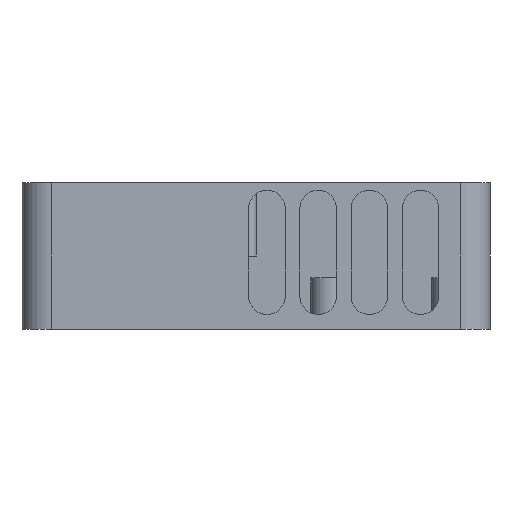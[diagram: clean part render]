
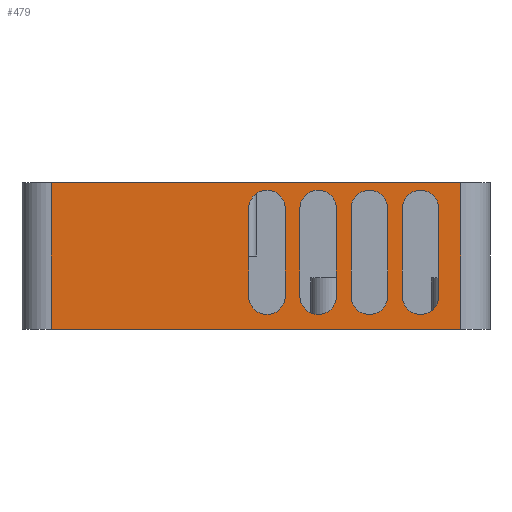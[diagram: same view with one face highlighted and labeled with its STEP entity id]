
A CAD part, left-side view. The second image highlights one B-rep face of the part: STEP entity #479.
In plain terms, the highlighted planar face has unit normal (-1, 0, 0).
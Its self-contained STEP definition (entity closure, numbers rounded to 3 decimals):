
#32 = VERTEX_POINT('',#33);
#33 = CARTESIAN_POINT('',(0.,60.,20.));
#40 = EDGE_CURVE('',#41,#32,#43,.T.);
#41 = VERTEX_POINT('',#42);
#42 = CARTESIAN_POINT('',(0.,4.,20.));
#43 = LINE('',#44,#45);
#44 = CARTESIAN_POINT('',(0.,0.,20.));
#45 = VECTOR('',#46,1.);
#46 = DIRECTION('',(0.,1.,0.));
#412 = VERTEX_POINT('',#413);
#413 = CARTESIAN_POINT('',(0.,60.,0.));
#422 = EDGE_CURVE('',#412,#32,#423,.T.);
#423 = LINE('',#424,#425);
#424 = CARTESIAN_POINT('',(0.,60.,0.));
#425 = VECTOR('',#426,1.);
#426 = DIRECTION('',(0.,0.,1.));
#479 = ADVANCED_FACE('',(#480,#498,#534,#570,#606),#642,.T.);
#480 = FACE_BOUND('',#481,.T.);
#481 = EDGE_LOOP('',(#482,#490,#496,#497));
#482 = ORIENTED_EDGE('',*,*,#483,.F.);
#483 = EDGE_CURVE('',#484,#412,#486,.T.);
#484 = VERTEX_POINT('',#485);
#485 = CARTESIAN_POINT('',(0.,4.,0.));
#486 = LINE('',#487,#488);
#487 = CARTESIAN_POINT('',(0.,0.,0.));
#488 = VECTOR('',#489,1.);
#489 = DIRECTION('',(0.,1.,0.));
#490 = ORIENTED_EDGE('',*,*,#491,.T.);
#491 = EDGE_CURVE('',#484,#41,#492,.T.);
#492 = LINE('',#493,#494);
#493 = CARTESIAN_POINT('',(0.,4.,0.));
#494 = VECTOR('',#495,1.);
#495 = DIRECTION('',(0.,0.,1.));
#496 = ORIENTED_EDGE('',*,*,#40,.T.);
#497 = ORIENTED_EDGE('',*,*,#422,.F.);
#498 = FACE_BOUND('',#499,.T.);
#499 = EDGE_LOOP('',(#500,#511,#519,#528));
#500 = ORIENTED_EDGE('',*,*,#501,.F.);
#501 = EDGE_CURVE('',#502,#504,#506,.T.);
#502 = VERTEX_POINT('',#503);
#503 = CARTESIAN_POINT('',(0.,12.,4.5));
#504 = VERTEX_POINT('',#505);
#505 = CARTESIAN_POINT('',(0.,7.,4.5));
#506 = CIRCLE('',#507,2.5);
#507 = AXIS2_PLACEMENT_3D('',#508,#509,#510);
#508 = CARTESIAN_POINT('',(0.,9.5,4.5));
#509 = DIRECTION('',(-1.,0.,0.));
#510 = DIRECTION('',(0.,-1.,0.));
#511 = ORIENTED_EDGE('',*,*,#512,.T.);
#512 = EDGE_CURVE('',#502,#513,#515,.T.);
#513 = VERTEX_POINT('',#514);
#514 = CARTESIAN_POINT('',(0.,12.,16.5));
#515 = LINE('',#516,#517);
#516 = CARTESIAN_POINT('',(0.,12.,4.5));
#517 = VECTOR('',#518,1.);
#518 = DIRECTION('',(0.,0.,1.));
#519 = ORIENTED_EDGE('',*,*,#520,.F.);
#520 = EDGE_CURVE('',#521,#513,#523,.T.);
#521 = VERTEX_POINT('',#522);
#522 = CARTESIAN_POINT('',(0.,7.,16.5));
#523 = CIRCLE('',#524,2.5);
#524 = AXIS2_PLACEMENT_3D('',#525,#526,#527);
#525 = CARTESIAN_POINT('',(0.,9.5,16.5));
#526 = DIRECTION('',(-1.,0.,0.));
#527 = DIRECTION('',(0.,-1.,0.));
#528 = ORIENTED_EDGE('',*,*,#529,.F.);
#529 = EDGE_CURVE('',#504,#521,#530,.T.);
#530 = LINE('',#531,#532);
#531 = CARTESIAN_POINT('',(0.,7.,4.5));
#532 = VECTOR('',#533,1.);
#533 = DIRECTION('',(0.,0.,1.));
#534 = FACE_BOUND('',#535,.T.);
#535 = EDGE_LOOP('',(#536,#547,#555,#564));
#536 = ORIENTED_EDGE('',*,*,#537,.F.);
#537 = EDGE_CURVE('',#538,#540,#542,.T.);
#538 = VERTEX_POINT('',#539);
#539 = CARTESIAN_POINT('',(0.,19.,4.5));
#540 = VERTEX_POINT('',#541);
#541 = CARTESIAN_POINT('',(0.,14.,4.5));
#542 = CIRCLE('',#543,2.5);
#543 = AXIS2_PLACEMENT_3D('',#544,#545,#546);
#544 = CARTESIAN_POINT('',(0.,16.5,4.5));
#545 = DIRECTION('',(-1.,0.,0.));
#546 = DIRECTION('',(0.,-1.,0.));
#547 = ORIENTED_EDGE('',*,*,#548,.T.);
#548 = EDGE_CURVE('',#538,#549,#551,.T.);
#549 = VERTEX_POINT('',#550);
#550 = CARTESIAN_POINT('',(0.,19.,16.5));
#551 = LINE('',#552,#553);
#552 = CARTESIAN_POINT('',(0.,19.,4.5));
#553 = VECTOR('',#554,1.);
#554 = DIRECTION('',(0.,0.,1.));
#555 = ORIENTED_EDGE('',*,*,#556,.F.);
#556 = EDGE_CURVE('',#557,#549,#559,.T.);
#557 = VERTEX_POINT('',#558);
#558 = CARTESIAN_POINT('',(0.,14.,16.5));
#559 = CIRCLE('',#560,2.5);
#560 = AXIS2_PLACEMENT_3D('',#561,#562,#563);
#561 = CARTESIAN_POINT('',(0.,16.5,16.5));
#562 = DIRECTION('',(-1.,0.,0.));
#563 = DIRECTION('',(0.,-1.,0.));
#564 = ORIENTED_EDGE('',*,*,#565,.F.);
#565 = EDGE_CURVE('',#540,#557,#566,.T.);
#566 = LINE('',#567,#568);
#567 = CARTESIAN_POINT('',(0.,14.,4.5));
#568 = VECTOR('',#569,1.);
#569 = DIRECTION('',(0.,0.,1.));
#570 = FACE_BOUND('',#571,.T.);
#571 = EDGE_LOOP('',(#572,#583,#591,#600));
#572 = ORIENTED_EDGE('',*,*,#573,.F.);
#573 = EDGE_CURVE('',#574,#576,#578,.T.);
#574 = VERTEX_POINT('',#575);
#575 = CARTESIAN_POINT('',(0.,26.,4.5));
#576 = VERTEX_POINT('',#577);
#577 = CARTESIAN_POINT('',(0.,21.,4.5));
#578 = CIRCLE('',#579,2.5);
#579 = AXIS2_PLACEMENT_3D('',#580,#581,#582);
#580 = CARTESIAN_POINT('',(0.,23.5,4.5));
#581 = DIRECTION('',(-1.,0.,0.));
#582 = DIRECTION('',(0.,-1.,0.));
#583 = ORIENTED_EDGE('',*,*,#584,.T.);
#584 = EDGE_CURVE('',#574,#585,#587,.T.);
#585 = VERTEX_POINT('',#586);
#586 = CARTESIAN_POINT('',(0.,26.,16.5));
#587 = LINE('',#588,#589);
#588 = CARTESIAN_POINT('',(0.,26.,4.5));
#589 = VECTOR('',#590,1.);
#590 = DIRECTION('',(0.,0.,1.));
#591 = ORIENTED_EDGE('',*,*,#592,.F.);
#592 = EDGE_CURVE('',#593,#585,#595,.T.);
#593 = VERTEX_POINT('',#594);
#594 = CARTESIAN_POINT('',(0.,21.,16.5));
#595 = CIRCLE('',#596,2.5);
#596 = AXIS2_PLACEMENT_3D('',#597,#598,#599);
#597 = CARTESIAN_POINT('',(0.,23.5,16.5));
#598 = DIRECTION('',(-1.,0.,0.));
#599 = DIRECTION('',(0.,-1.,0.));
#600 = ORIENTED_EDGE('',*,*,#601,.F.);
#601 = EDGE_CURVE('',#576,#593,#602,.T.);
#602 = LINE('',#603,#604);
#603 = CARTESIAN_POINT('',(0.,21.,4.5));
#604 = VECTOR('',#605,1.);
#605 = DIRECTION('',(0.,0.,1.));
#606 = FACE_BOUND('',#607,.T.);
#607 = EDGE_LOOP('',(#608,#619,#627,#636));
#608 = ORIENTED_EDGE('',*,*,#609,.F.);
#609 = EDGE_CURVE('',#610,#612,#614,.T.);
#610 = VERTEX_POINT('',#611);
#611 = CARTESIAN_POINT('',(0.,33.,4.5));
#612 = VERTEX_POINT('',#613);
#613 = CARTESIAN_POINT('',(0.,28.,4.5));
#614 = CIRCLE('',#615,2.5);
#615 = AXIS2_PLACEMENT_3D('',#616,#617,#618);
#616 = CARTESIAN_POINT('',(0.,30.5,4.5));
#617 = DIRECTION('',(-1.,0.,0.));
#618 = DIRECTION('',(0.,-1.,0.));
#619 = ORIENTED_EDGE('',*,*,#620,.T.);
#620 = EDGE_CURVE('',#610,#621,#623,.T.);
#621 = VERTEX_POINT('',#622);
#622 = CARTESIAN_POINT('',(0.,33.,16.5));
#623 = LINE('',#624,#625);
#624 = CARTESIAN_POINT('',(0.,33.,4.5));
#625 = VECTOR('',#626,1.);
#626 = DIRECTION('',(0.,0.,1.));
#627 = ORIENTED_EDGE('',*,*,#628,.F.);
#628 = EDGE_CURVE('',#629,#621,#631,.T.);
#629 = VERTEX_POINT('',#630);
#630 = CARTESIAN_POINT('',(0.,28.,16.5));
#631 = CIRCLE('',#632,2.5);
#632 = AXIS2_PLACEMENT_3D('',#633,#634,#635);
#633 = CARTESIAN_POINT('',(0.,30.5,16.5));
#634 = DIRECTION('',(-1.,0.,0.));
#635 = DIRECTION('',(0.,-1.,0.));
#636 = ORIENTED_EDGE('',*,*,#637,.F.);
#637 = EDGE_CURVE('',#612,#629,#638,.T.);
#638 = LINE('',#639,#640);
#639 = CARTESIAN_POINT('',(0.,28.,4.5));
#640 = VECTOR('',#641,1.);
#641 = DIRECTION('',(0.,0.,1.));
#642 = PLANE('',#643);
#643 = AXIS2_PLACEMENT_3D('',#644,#645,#646);
#644 = CARTESIAN_POINT('',(0.,0.,0.));
#645 = DIRECTION('',(-1.,0.,0.));
#646 = DIRECTION('',(0.,1.,0.));
